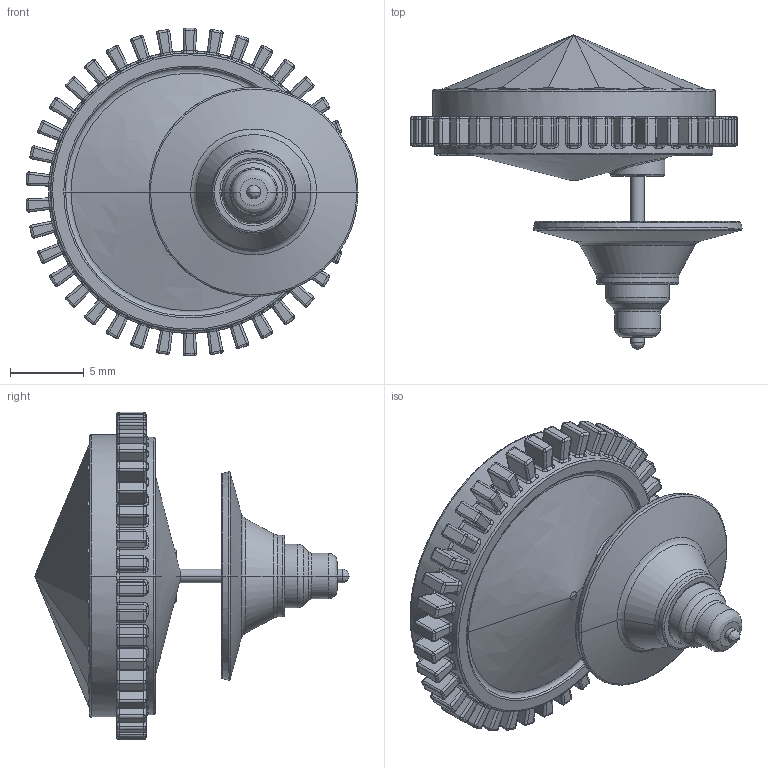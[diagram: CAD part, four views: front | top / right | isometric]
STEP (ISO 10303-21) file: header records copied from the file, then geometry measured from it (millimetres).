
FILE_DESCRIPTION(('FreeCAD Model'),'2;1');
FILE_NAME('Open CASCADE Shape Model','2025-05-04T13:45:33',('FreeCAD'),( 'FreeCAD'),'Open CASCADE STEP processor 7.6','FreeCAD','Unknown');
FILE_SCHEMA(('AUTOMOTIVE_DESIGN { 1 0 10303 214 1 1 1 1 }'));
Products named in the file (1): Open CASCADE STEP translator 7.6 1
Bounding box: 22.52 x 21.33 x 22.24 mm (x, y, z)
Volume: 1866.1 mm3; surface area: 2584.9 mm2
Topology: 7 solids, 7 shells, 1147 faces, 2409 edges, 1279 vertices
Faces by surface type: bspline 1147
Entity records: 34218 total; most frequent: CARTESIAN_POINT 20926, ORIENTED_EDGE 4810, EDGE_CURVE 2405, VERTEX_POINT 1279, FACE_BOUND 1162, EDGE_LOOP 1162, ADVANCED_FACE 1147, B_SPLINE_CURVE_WITH_KNOTS 1079
